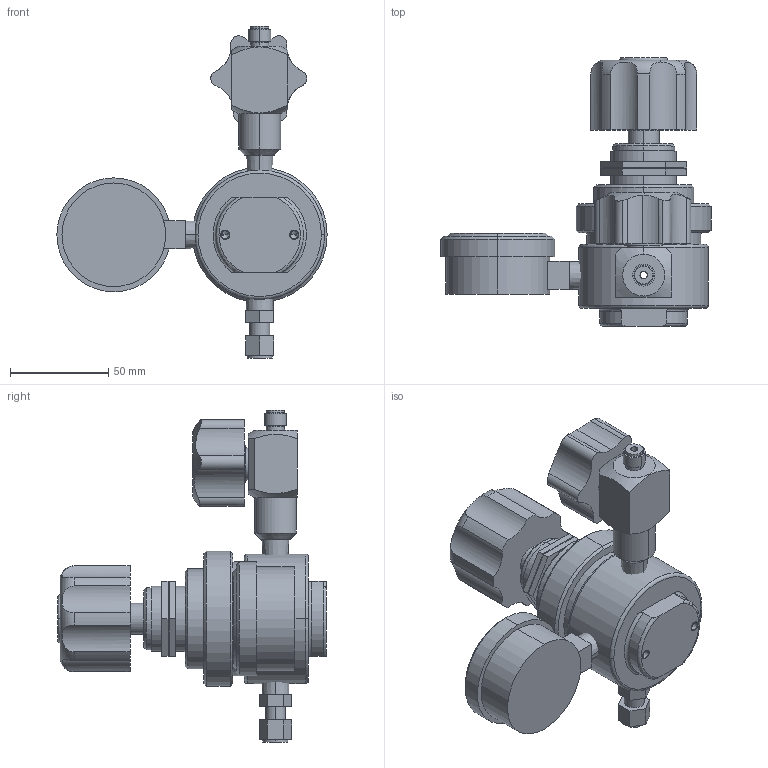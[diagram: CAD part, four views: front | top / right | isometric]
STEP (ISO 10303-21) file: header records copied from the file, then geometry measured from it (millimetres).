
FILE_DESCRIPTION((''),'2;1');
FILE_NAME('M3452_ASM','2019-03-08T',('dlachman'),('MATHESON TRI-GAS'),'CREO PARAMETRIC BY PTC INC, 2018220','CREO PARAMETRIC BY PTC INC, 2018220','');
FILE_SCHEMA(('CONFIG_CONTROL_DESIGN'));
Length unit declared in the file: inch
Products named in the file (7): MREG-4061-SA; MCON-0213-SA; MGAG-0082-SA; MVLV-0829-SA_1; MVLV-0829-SA_2; MVLV-0829-SA_ASM; M3452_ASM
Assembly tree (6 placements, depth 3):
  M3452_ASM
    MREG-4061-SA
    MCON-0213-SA
    MGAG-0082-SA
    MVLV-0829-SA_ASM
      MVLV-0829-SA_1
      MVLV-0829-SA_2
Bounding box: 137.41 x 136.65 x 168.8 mm (x, y, z)
Volume: 444963.3 mm3; surface area: 67891.5 mm2
Topology: 5 solids, 7 shells, 259 faces, 623 edges, 403 vertices
Faces by surface type: plane 115, cylinder 90, cone 42, torus 12
Entity records: 8528 total; most frequent: CARTESIAN_POINT 2212, DIRECTION 1332, ORIENTED_EDGE 1230, EDGE_CURVE 619, AXIS2_PLACEMENT_3D 502, VERTEX_POINT 403, VECTOR 328, LINE 328
